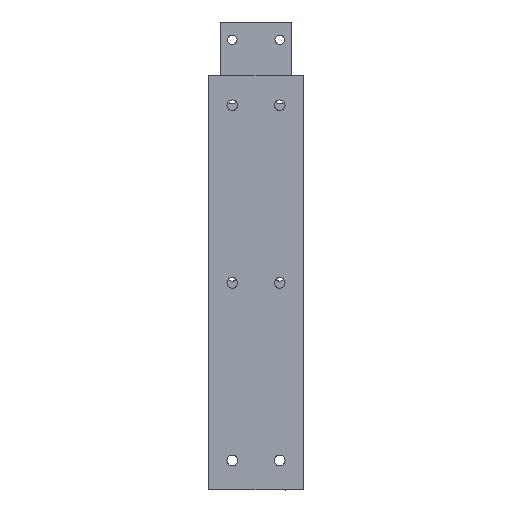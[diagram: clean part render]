
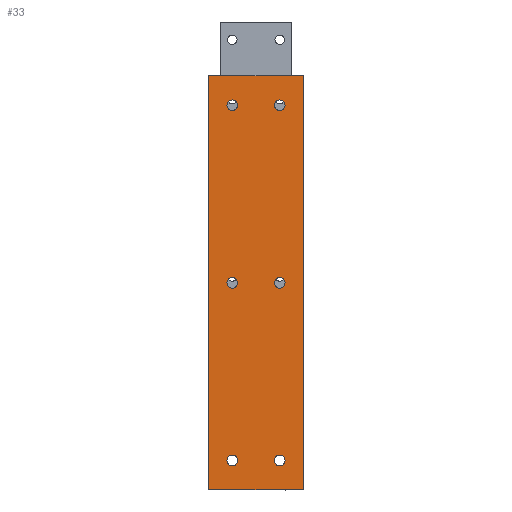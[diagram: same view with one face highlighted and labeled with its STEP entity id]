
A CAD part, left-side view. The second image highlights one B-rep face of the part: STEP entity #33.
In plain terms, the highlighted planar face has unit normal (-1, 0, 0).
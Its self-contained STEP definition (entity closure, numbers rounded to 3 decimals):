
#12 = VERTEX_POINT ( 'NONE', #2752 ) ;
#28 = ORIENTED_EDGE ( 'NONE', *, *, #1793, .T. ) ;
#33 = ADVANCED_FACE ( 'NONE', ( #1460, #266, #2502, #315, #2024, #3009, #1220 ), #794, .F. ) ;
#41 = CARTESIAN_POINT ( 'NONE',  ( 0., 60., 0. ) ) ;
#61 = VERTEX_POINT ( 'NONE', #374 ) ;
#151 = VERTEX_POINT ( 'NONE', #2851 ) ;
#153 = DIRECTION ( 'NONE',  ( 0., -1., 0. ) ) ;
#169 = DIRECTION ( 'NONE',  ( 1., 0., 0. ) ) ;
#198 = CARTESIAN_POINT ( 'NONE',  ( 0., 20., -150. ) ) ;
#266 = FACE_BOUND ( 'NONE', #3140, .T. ) ;
#280 = VECTOR ( 'NONE', #2241, 1000. ) ;
#290 = DIRECTION ( 'NONE',  ( 1., 0., 0. ) ) ;
#295 = CARTESIAN_POINT ( 'NONE',  ( 0., 20., 0. ) ) ;
#298 = EDGE_CURVE ( 'NONE', #2159, #3047, #1206, .T. ) ;
#315 = FACE_BOUND ( 'NONE', #1163, .T. ) ;
#342 = DIRECTION ( 'NONE',  ( 0., 0., -1. ) ) ;
#374 = CARTESIAN_POINT ( 'NONE',  ( 0., 20., 154.525 ) ) ;
#442 = EDGE_CURVE ( 'NONE', #1286, #3116, #620, .T. ) ;
#448 = ORIENTED_EDGE ( 'NONE', *, *, #839, .T. ) ;
#469 = VECTOR ( 'NONE', #153, 1000. ) ;
#525 = EDGE_CURVE ( 'NONE', #2392, #3047, #2347, .T. ) ;
#536 = EDGE_CURVE ( 'NONE', #1418, #2296, #1037, .T. ) ;
#617 = CARTESIAN_POINT ( 'NONE',  ( 0., 0., -175. ) ) ;
#620 = CIRCLE ( 'NONE', #1577, 4.525 ) ;
#629 = AXIS2_PLACEMENT_3D ( 'NONE', #1053, #2036, #1763 ) ;
#661 = DIRECTION ( 'NONE',  ( 0., 0., -1. ) ) ;
#679 = ORIENTED_EDGE ( 'NONE', *, *, #1189, .T. ) ;
#727 = VECTOR ( 'NONE', #1487, 1000. ) ;
#730 = CIRCLE ( 'NONE', #1637, 4.525 ) ;
#746 = CARTESIAN_POINT ( 'NONE',  ( 0., 80., 175. ) ) ;
#773 = CARTESIAN_POINT ( 'NONE',  ( 0., 0., 175. ) ) ;
#794 = PLANE ( 'NONE',  #1739 ) ;
#797 = EDGE_LOOP ( 'NONE', ( #2477, #1937 ) ) ;
#839 = EDGE_CURVE ( 'NONE', #1810, #151, #2461, .T. ) ;
#858 = DIRECTION ( 'NONE',  ( 1., 0., 0. ) ) ;
#885 = AXIS2_PLACEMENT_3D ( 'NONE', #2960, #290, #2148 ) ;
#897 = CARTESIAN_POINT ( 'NONE',  ( 0., 60., 150. ) ) ;
#932 = CARTESIAN_POINT ( 'NONE',  ( 0., 60., 0. ) ) ;
#990 = CARTESIAN_POINT ( 'NONE',  ( 0., 60., 145.475 ) ) ;
#1008 = CARTESIAN_POINT ( 'NONE',  ( 0., 0., -175. ) ) ;
#1035 = CIRCLE ( 'NONE', #1852, 4.525 ) ;
#1037 = CIRCLE ( 'NONE', #2259, 4.525 ) ;
#1047 = CARTESIAN_POINT ( 'NONE',  ( 0., 20., 0. ) ) ;
#1053 = CARTESIAN_POINT ( 'NONE',  ( 0., 60., 150. ) ) ;
#1094 = VERTEX_POINT ( 'NONE', #2420 ) ;
#1163 = EDGE_LOOP ( 'NONE', ( #679, #3083 ) ) ;
#1176 = ORIENTED_EDGE ( 'NONE', *, *, #2868, .T. ) ;
#1189 = EDGE_CURVE ( 'NONE', #1998, #2227, #1426, .T. ) ;
#1206 = LINE ( 'NONE', #773, #280 ) ;
#1208 = DIRECTION ( 'NONE',  ( 0., 0., -1. ) ) ;
#1218 = LINE ( 'NONE', #746, #727 ) ;
#1220 = FACE_OUTER_BOUND ( 'NONE', #2961, .T. ) ;
#1286 = VERTEX_POINT ( 'NONE', #1569 ) ;
#1304 = CARTESIAN_POINT ( 'NONE',  ( 0., 20., 150. ) ) ;
#1363 = CARTESIAN_POINT ( 'NONE',  ( 0., 80., -175. ) ) ;
#1380 = ORIENTED_EDGE ( 'NONE', *, *, #525, .T. ) ;
#1395 = AXIS2_PLACEMENT_3D ( 'NONE', #198, #3134, #1858 ) ;
#1404 = CARTESIAN_POINT ( 'NONE',  ( 0., 20., 150. ) ) ;
#1411 = CARTESIAN_POINT ( 'NONE',  ( 0., 0., 175. ) ) ;
#1418 = VERTEX_POINT ( 'NONE', #2350 ) ;
#1426 = CIRCLE ( 'NONE', #2318, 4.525 ) ;
#1460 = FACE_BOUND ( 'NONE', #1530, .T. ) ;
#1462 = CARTESIAN_POINT ( 'NONE',  ( 0., 80., 175. ) ) ;
#1487 = DIRECTION ( 'NONE',  ( 0., 0., -1. ) ) ;
#1494 = EDGE_CURVE ( 'NONE', #12, #1094, #1035, .T. ) ;
#1517 = EDGE_CURVE ( 'NONE', #2243, #2392, #1218, .T. ) ;
#1530 = EDGE_LOOP ( 'NONE', ( #2813, #1755 ) ) ;
#1558 = AXIS2_PLACEMENT_3D ( 'NONE', #932, #2930, #1914 ) ;
#1569 = CARTESIAN_POINT ( 'NONE',  ( 0., 60., 154.525 ) ) ;
#1577 = AXIS2_PLACEMENT_3D ( 'NONE', #897, #2873, #661 ) ;
#1599 = DIRECTION ( 'NONE',  ( 1., 0., 0. ) ) ;
#1601 = EDGE_CURVE ( 'NONE', #1894, #61, #1795, .T. ) ;
#1623 = CARTESIAN_POINT ( 'NONE',  ( 0., 60., -4.525 ) ) ;
#1637 = AXIS2_PLACEMENT_3D ( 'NONE', #1404, #1599, #1831 ) ;
#1653 = LINE ( 'NONE', #1411, #2129 ) ;
#1665 = CARTESIAN_POINT ( 'NONE',  ( 0., 20., -154.525 ) ) ;
#1667 = ORIENTED_EDGE ( 'NONE', *, *, #2027, .T. ) ;
#1696 = CIRCLE ( 'NONE', #885, 4.525 ) ;
#1712 = CIRCLE ( 'NONE', #1558, 4.525 ) ;
#1714 = EDGE_CURVE ( 'NONE', #3116, #1286, #2012, .T. ) ;
#1738 = DIRECTION ( 'NONE',  ( 1., 0., 0. ) ) ;
#1739 = AXIS2_PLACEMENT_3D ( 'NONE', #2514, #2209, #1208 ) ;
#1752 = CARTESIAN_POINT ( 'NONE',  ( 0., 60., -154.525 ) ) ;
#1755 = ORIENTED_EDGE ( 'NONE', *, *, #1714, .T. ) ;
#1763 = DIRECTION ( 'NONE',  ( 0., 0., -1. ) ) ;
#1793 = EDGE_CURVE ( 'NONE', #61, #1894, #730, .T. ) ;
#1795 = CIRCLE ( 'NONE', #2986, 4.525 ) ;
#1804 = CIRCLE ( 'NONE', #2998, 4.525 ) ;
#1810 = VERTEX_POINT ( 'NONE', #1623 ) ;
#1819 = CARTESIAN_POINT ( 'NONE',  ( 0., 20., -150. ) ) ;
#1831 = DIRECTION ( 'NONE',  ( 0., 0., -1. ) ) ;
#1852 = AXIS2_PLACEMENT_3D ( 'NONE', #295, #2167, #2187 ) ;
#1858 = DIRECTION ( 'NONE',  ( 0., 0., -1. ) ) ;
#1894 = VERTEX_POINT ( 'NONE', #3173 ) ;
#1914 = DIRECTION ( 'NONE',  ( 0., 0., -1. ) ) ;
#1937 = ORIENTED_EDGE ( 'NONE', *, *, #1494, .T. ) ;
#1949 = AXIS2_PLACEMENT_3D ( 'NONE', #41, #1738, #2724 ) ;
#1969 = ORIENTED_EDGE ( 'NONE', *, *, #536, .T. ) ;
#1971 = CARTESIAN_POINT ( 'NONE',  ( 0., 0., 175. ) ) ;
#1998 = VERTEX_POINT ( 'NONE', #2694 ) ;
#2012 = CIRCLE ( 'NONE', #629, 4.525 ) ;
#2024 = FACE_BOUND ( 'NONE', #2165, .T. ) ;
#2027 = EDGE_CURVE ( 'NONE', #2296, #1418, #1696, .T. ) ;
#2036 = DIRECTION ( 'NONE',  ( 1., 0., 0. ) ) ;
#2081 = EDGE_CURVE ( 'NONE', #1094, #12, #1804, .T. ) ;
#2106 = DIRECTION ( 'NONE',  ( 0., 0., -1. ) ) ;
#2129 = VECTOR ( 'NONE', #2160, 1000. ) ;
#2148 = DIRECTION ( 'NONE',  ( 0., 0., -1. ) ) ;
#2150 = EDGE_LOOP ( 'NONE', ( #28, #2162 ) ) ;
#2159 = VERTEX_POINT ( 'NONE', #1971 ) ;
#2160 = DIRECTION ( 'NONE',  ( 0., -1., 0. ) ) ;
#2162 = ORIENTED_EDGE ( 'NONE', *, *, #1601, .T. ) ;
#2165 = EDGE_LOOP ( 'NONE', ( #1176, #448 ) ) ;
#2167 = DIRECTION ( 'NONE',  ( 1., 0., 0. ) ) ;
#2187 = DIRECTION ( 'NONE',  ( 0., 0., -1. ) ) ;
#2209 = DIRECTION ( 'NONE',  ( 1., 0., 0. ) ) ;
#2227 = VERTEX_POINT ( 'NONE', #1665 ) ;
#2235 = DIRECTION ( 'NONE',  ( 0., 0., -1. ) ) ;
#2241 = DIRECTION ( 'NONE',  ( 0., 0., -1. ) ) ;
#2243 = VERTEX_POINT ( 'NONE', #1462 ) ;
#2259 = AXIS2_PLACEMENT_3D ( 'NONE', #3113, #169, #2106 ) ;
#2296 = VERTEX_POINT ( 'NONE', #1752 ) ;
#2318 = AXIS2_PLACEMENT_3D ( 'NONE', #1819, #858, #2703 ) ;
#2320 = ORIENTED_EDGE ( 'NONE', *, *, #298, .F. ) ;
#2334 = CIRCLE ( 'NONE', #1395, 4.525 ) ;
#2347 = LINE ( 'NONE', #617, #469 ) ;
#2350 = CARTESIAN_POINT ( 'NONE',  ( 0., 60., -145.475 ) ) ;
#2392 = VERTEX_POINT ( 'NONE', #1363 ) ;
#2412 = EDGE_CURVE ( 'NONE', #2227, #1998, #2334, .T. ) ;
#2420 = CARTESIAN_POINT ( 'NONE',  ( 0., 20., 4.525 ) ) ;
#2461 = CIRCLE ( 'NONE', #1949, 4.525 ) ;
#2477 = ORIENTED_EDGE ( 'NONE', *, *, #2081, .T. ) ;
#2491 = DIRECTION ( 'NONE',  ( 1., 0., 0. ) ) ;
#2502 = FACE_BOUND ( 'NONE', #2150, .T. ) ;
#2514 = CARTESIAN_POINT ( 'NONE',  ( 0., 0., 175. ) ) ;
#2599 = ORIENTED_EDGE ( 'NONE', *, *, #1517, .T. ) ;
#2694 = CARTESIAN_POINT ( 'NONE',  ( 0., 20., -145.475 ) ) ;
#2703 = DIRECTION ( 'NONE',  ( 0., 0., -1. ) ) ;
#2724 = DIRECTION ( 'NONE',  ( 0., 0., -1. ) ) ;
#2752 = CARTESIAN_POINT ( 'NONE',  ( 0., 20., -4.525 ) ) ;
#2813 = ORIENTED_EDGE ( 'NONE', *, *, #442, .T. ) ;
#2851 = CARTESIAN_POINT ( 'NONE',  ( 0., 60., 4.525 ) ) ;
#2868 = EDGE_CURVE ( 'NONE', #151, #1810, #1712, .T. ) ;
#2873 = DIRECTION ( 'NONE',  ( 1., 0., 0. ) ) ;
#2930 = DIRECTION ( 'NONE',  ( 1., 0., 0. ) ) ;
#2960 = CARTESIAN_POINT ( 'NONE',  ( 0., 60., -150. ) ) ;
#2961 = EDGE_LOOP ( 'NONE', ( #1380, #2320, #3013, #2599 ) ) ;
#2986 = AXIS2_PLACEMENT_3D ( 'NONE', #1304, #3032, #342 ) ;
#2998 = AXIS2_PLACEMENT_3D ( 'NONE', #1047, #2491, #2235 ) ;
#3009 = FACE_BOUND ( 'NONE', #797, .T. ) ;
#3013 = ORIENTED_EDGE ( 'NONE', *, *, #3022, .F. ) ;
#3022 = EDGE_CURVE ( 'NONE', #2243, #2159, #1653, .T. ) ;
#3032 = DIRECTION ( 'NONE',  ( 1., 0., 0. ) ) ;
#3047 = VERTEX_POINT ( 'NONE', #1008 ) ;
#3083 = ORIENTED_EDGE ( 'NONE', *, *, #2412, .T. ) ;
#3113 = CARTESIAN_POINT ( 'NONE',  ( 0., 60., -150. ) ) ;
#3116 = VERTEX_POINT ( 'NONE', #990 ) ;
#3134 = DIRECTION ( 'NONE',  ( 1., 0., 0. ) ) ;
#3140 = EDGE_LOOP ( 'NONE', ( #1969, #1667 ) ) ;
#3173 = CARTESIAN_POINT ( 'NONE',  ( 0., 20., 145.475 ) ) ;
